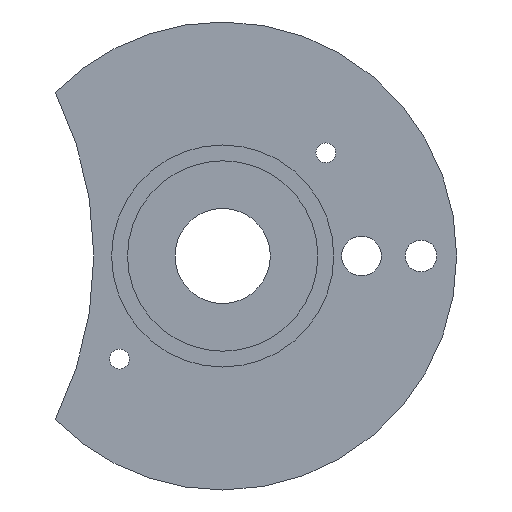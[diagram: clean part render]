
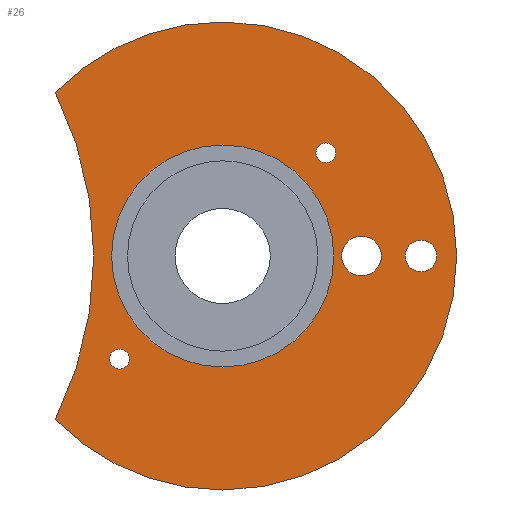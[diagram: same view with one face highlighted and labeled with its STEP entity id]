
A CAD part, left-side view. The second image highlights one B-rep face of the part: STEP entity #26.
In plain terms, the highlighted planar face has unit normal (-1, 0, 0).
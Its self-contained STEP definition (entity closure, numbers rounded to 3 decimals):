
#2 = EDGE_CURVE ( 'NONE', #779, #309, #839, .T. ) ;
#4 = CARTESIAN_POINT ( 'NONE',  ( 12., -50., 4. ) ) ;
#8 = ORIENTED_EDGE ( 'NONE', *, *, #831, .F. ) ;
#13 = DIRECTION ( 'NONE',  ( -1., 0., 0. ) ) ;
#24 = CARTESIAN_POINT ( 'NONE',  ( 12., 0., 0. ) ) ;
#26 = ADVANCED_FACE ( 'NONE', ( #492, #396, #480, #316, #305, #627 ), #264, .F. ) ;
#31 = VERTEX_POINT ( 'NONE', #4 ) ;
#42 = CIRCLE ( 'NONE', #285, 28. ) ;
#55 = ORIENTED_EDGE ( 'NONE', *, *, #816, .F. ) ;
#59 = AXIS2_PLACEMENT_3D ( 'NONE', #88, #481, #603 ) ;
#60 = EDGE_LOOP ( 'NONE', ( #8, #55 ) ) ;
#63 = EDGE_CURVE ( 'NONE', #31, #453, #87, .T. ) ;
#77 = CARTESIAN_POINT ( 'NONE',  ( 12., 0., 0. ) ) ;
#82 = EDGE_CURVE ( 'NONE', #453, #31, #542, .T. ) ;
#87 = CIRCLE ( 'NONE', #699, 4. ) ;
#88 = CARTESIAN_POINT ( 'NONE',  ( 12., -50., 0. ) ) ;
#114 = AXIS2_PLACEMENT_3D ( 'NONE', #24, #657, #670 ) ;
#125 = EDGE_CURVE ( 'NONE', #451, #341, #830, .T. ) ;
#138 = CARTESIAN_POINT ( 'NONE',  ( 12., 26., -26. ) ) ;
#139 = DIRECTION ( 'NONE',  ( 0., 0., 1. ) ) ;
#146 = CARTESIAN_POINT ( 'NONE',  ( 12., -35., 5. ) ) ;
#150 = DIRECTION ( 'NONE',  ( 1., 0., 0. ) ) ;
#169 = CIRCLE ( 'NONE', #372, 2.5 ) ;
#177 = DIRECTION ( 'NONE',  ( 0., 0., 1. ) ) ;
#183 = CARTESIAN_POINT ( 'NONE',  ( 12., -26., 26. ) ) ;
#189 = DIRECTION ( 'NONE',  ( 0., 0., 1. ) ) ;
#195 = DIRECTION ( 'NONE',  ( -1., 0., 0. ) ) ;
#199 = CARTESIAN_POINT ( 'NONE',  ( 12., -26., 28.5 ) ) ;
#201 = AXIS2_PLACEMENT_3D ( 'NONE', #777, #640, #325 ) ;
#217 = EDGE_CURVE ( 'NONE', #760, #290, #818, .T. ) ;
#229 = CARTESIAN_POINT ( 'NONE',  ( 12., -35., 0. ) ) ;
#235 = DIRECTION ( 'NONE',  ( 0., 0., 1. ) ) ;
#251 = EDGE_CURVE ( 'NONE', #406, #713, #169, .T. ) ;
#264 = PLANE ( 'NONE',  #393 ) ;
#268 = EDGE_CURVE ( 'NONE', #713, #406, #769, .T. ) ;
#271 = ORIENTED_EDGE ( 'NONE', *, *, #251, .F. ) ;
#273 = EDGE_CURVE ( 'NONE', #311, #605, #479, .T. ) ;
#282 = DIRECTION ( 'NONE',  ( -1., 0., 0. ) ) ;
#285 = AXIS2_PLACEMENT_3D ( 'NONE', #77, #13, #139 ) ;
#290 = VERTEX_POINT ( 'NONE', #328 ) ;
#291 = AXIS2_PLACEMENT_3D ( 'NONE', #815, #544, #415 ) ;
#305 = FACE_BOUND ( 'NONE', #60, .T. ) ;
#309 = VERTEX_POINT ( 'NONE', #642 ) ;
#311 = VERTEX_POINT ( 'NONE', #784 ) ;
#313 = DIRECTION ( 'NONE',  ( 0., 0., 1. ) ) ;
#316 = FACE_BOUND ( 'NONE', #668, .T. ) ;
#320 = CARTESIAN_POINT ( 'NONE',  ( 12., 125., 0. ) ) ;
#325 = DIRECTION ( 'NONE',  ( 0., 0., 1. ) ) ;
#327 = CARTESIAN_POINT ( 'NONE',  ( 12., 0., -59. ) ) ;
#328 = CARTESIAN_POINT ( 'NONE',  ( 12., -35., -5. ) ) ;
#341 = VERTEX_POINT ( 'NONE', #408 ) ;
#342 = ORIENTED_EDGE ( 'NONE', *, *, #273, .T. ) ;
#344 = CIRCLE ( 'NONE', #615, 2.5 ) ;
#354 = ORIENTED_EDGE ( 'NONE', *, *, #2, .F. ) ;
#356 = CARTESIAN_POINT ( 'NONE',  ( 12., 0., 0. ) ) ;
#372 = AXIS2_PLACEMENT_3D ( 'NONE', #183, #846, #177 ) ;
#385 = AXIS2_PLACEMENT_3D ( 'NONE', #138, #463, #529 ) ;
#388 = CARTESIAN_POINT ( 'NONE',  ( 12., 26., -26. ) ) ;
#393 = AXIS2_PLACEMENT_3D ( 'NONE', #403, #150, #741 ) ;
#395 = CIRCLE ( 'NONE', #291, 5. ) ;
#396 = FACE_BOUND ( 'NONE', #676, .T. ) ;
#403 = CARTESIAN_POINT ( 'NONE',  ( 12., 28., 0. ) ) ;
#406 = VERTEX_POINT ( 'NONE', #478 ) ;
#408 = CARTESIAN_POINT ( 'NONE',  ( 12., 42.199, 41.234 ) ) ;
#412 = CIRCLE ( 'NONE', #114, 28. ) ;
#414 = DIRECTION ( 'NONE',  ( 0., 0., 1. ) ) ;
#415 = DIRECTION ( 'NONE',  ( 0., 0., 1. ) ) ;
#428 = CARTESIAN_POINT ( 'NONE',  ( 12., 0., 59. ) ) ;
#435 = EDGE_CURVE ( 'NONE', #290, #760, #395, .T. ) ;
#437 = AXIS2_PLACEMENT_3D ( 'NONE', #320, #632, #313 ) ;
#451 = VERTEX_POINT ( 'NONE', #428 ) ;
#453 = VERTEX_POINT ( 'NONE', #493 ) ;
#463 = DIRECTION ( 'NONE',  ( -1., 0., 0. ) ) ;
#478 = CARTESIAN_POINT ( 'NONE',  ( 12., -26., 23.5 ) ) ;
#479 = CIRCLE ( 'NONE', #665, 59. ) ;
#480 = FACE_BOUND ( 'NONE', #552, .T. ) ;
#481 = DIRECTION ( 'NONE',  ( -1., 0., 0. ) ) ;
#488 = ORIENTED_EDGE ( 'NONE', *, *, #125, .T. ) ;
#492 = FACE_BOUND ( 'NONE', #709, .T. ) ;
#493 = CARTESIAN_POINT ( 'NONE',  ( 12., -50., -4. ) ) ;
#498 = CIRCLE ( 'NONE', #437, 92.5 ) ;
#509 = ORIENTED_EDGE ( 'NONE', *, *, #82, .F. ) ;
#512 = DIRECTION ( 'NONE',  ( -1., 0., 0. ) ) ;
#529 = DIRECTION ( 'NONE',  ( 0., 0., 1. ) ) ;
#542 = CIRCLE ( 'NONE', #59, 4. ) ;
#544 = DIRECTION ( 'NONE',  ( -1., 0., 0. ) ) ;
#552 = EDGE_LOOP ( 'NONE', ( #845, #509 ) ) ;
#554 = CIRCLE ( 'NONE', #201, 59. ) ;
#556 = ORIENTED_EDGE ( 'NONE', *, *, #268, .F. ) ;
#568 = EDGE_LOOP ( 'NONE', ( #342, #797, #488, #789 ) ) ;
#570 = ORIENTED_EDGE ( 'NONE', *, *, #217, .F. ) ;
#573 = AXIS2_PLACEMENT_3D ( 'NONE', #773, #195, #705 ) ;
#574 = CARTESIAN_POINT ( 'NONE',  ( 12., 0., -28. ) ) ;
#603 = DIRECTION ( 'NONE',  ( 0., 0., 1. ) ) ;
#605 = VERTEX_POINT ( 'NONE', #327 ) ;
#615 = AXIS2_PLACEMENT_3D ( 'NONE', #388, #837, #189 ) ;
#627 = FACE_OUTER_BOUND ( 'NONE', #568, .T. ) ;
#629 = EDGE_CURVE ( 'NONE', #311, #341, #498, .T. ) ;
#632 = DIRECTION ( 'NONE',  ( -1., 0., 0. ) ) ;
#638 = EDGE_CURVE ( 'NONE', #309, #779, #344, .T. ) ;
#640 = DIRECTION ( 'NONE',  ( -1., 0., 0. ) ) ;
#642 = CARTESIAN_POINT ( 'NONE',  ( 12., 26., -28.5 ) ) ;
#649 = EDGE_CURVE ( 'NONE', #605, #451, #554, .T. ) ;
#657 = DIRECTION ( 'NONE',  ( -1., 0., 0. ) ) ;
#661 = CARTESIAN_POINT ( 'NONE',  ( 12., -50., 0. ) ) ;
#665 = AXIS2_PLACEMENT_3D ( 'NONE', #719, #512, #714 ) ;
#668 = EDGE_LOOP ( 'NONE', ( #570, #822 ) ) ;
#670 = DIRECTION ( 'NONE',  ( 0., 0., 1. ) ) ;
#676 = EDGE_LOOP ( 'NONE', ( #354, #754 ) ) ;
#679 = DIRECTION ( 'NONE',  ( -1., 0., 0. ) ) ;
#683 = VERTEX_POINT ( 'NONE', #574 ) ;
#699 = AXIS2_PLACEMENT_3D ( 'NONE', #661, #809, #414 ) ;
#705 = DIRECTION ( 'NONE',  ( 0., 0., 1. ) ) ;
#709 = EDGE_LOOP ( 'NONE', ( #556, #271 ) ) ;
#710 = AXIS2_PLACEMENT_3D ( 'NONE', #356, #282, #748 ) ;
#713 = VERTEX_POINT ( 'NONE', #199 ) ;
#714 = DIRECTION ( 'NONE',  ( 0., 0., 1. ) ) ;
#719 = CARTESIAN_POINT ( 'NONE',  ( 12., 0., 0. ) ) ;
#735 = CARTESIAN_POINT ( 'NONE',  ( 12., 26., -23.5 ) ) ;
#741 = DIRECTION ( 'NONE',  ( 0., 0., -1. ) ) ;
#748 = DIRECTION ( 'NONE',  ( 0., 0., 1. ) ) ;
#754 = ORIENTED_EDGE ( 'NONE', *, *, #638, .F. ) ;
#756 = AXIS2_PLACEMENT_3D ( 'NONE', #229, #679, #235 ) ;
#760 = VERTEX_POINT ( 'NONE', #146 ) ;
#764 = VERTEX_POINT ( 'NONE', #853 ) ;
#769 = CIRCLE ( 'NONE', #573, 2.5 ) ;
#773 = CARTESIAN_POINT ( 'NONE',  ( 12., -26., 26. ) ) ;
#777 = CARTESIAN_POINT ( 'NONE',  ( 12., 0., 0. ) ) ;
#779 = VERTEX_POINT ( 'NONE', #735 ) ;
#784 = CARTESIAN_POINT ( 'NONE',  ( 12., 42.199, -41.234 ) ) ;
#789 = ORIENTED_EDGE ( 'NONE', *, *, #629, .F. ) ;
#797 = ORIENTED_EDGE ( 'NONE', *, *, #649, .T. ) ;
#809 = DIRECTION ( 'NONE',  ( -1., 0., 0. ) ) ;
#815 = CARTESIAN_POINT ( 'NONE',  ( 12., -35., 0. ) ) ;
#816 = EDGE_CURVE ( 'NONE', #683, #764, #412, .T. ) ;
#818 = CIRCLE ( 'NONE', #756, 5. ) ;
#822 = ORIENTED_EDGE ( 'NONE', *, *, #435, .F. ) ;
#830 = CIRCLE ( 'NONE', #710, 59. ) ;
#831 = EDGE_CURVE ( 'NONE', #764, #683, #42, .T. ) ;
#837 = DIRECTION ( 'NONE',  ( -1., 0., 0. ) ) ;
#839 = CIRCLE ( 'NONE', #385, 2.5 ) ;
#845 = ORIENTED_EDGE ( 'NONE', *, *, #63, .F. ) ;
#846 = DIRECTION ( 'NONE',  ( -1., 0., 0. ) ) ;
#853 = CARTESIAN_POINT ( 'NONE',  ( 12., 0., 28. ) ) ;
